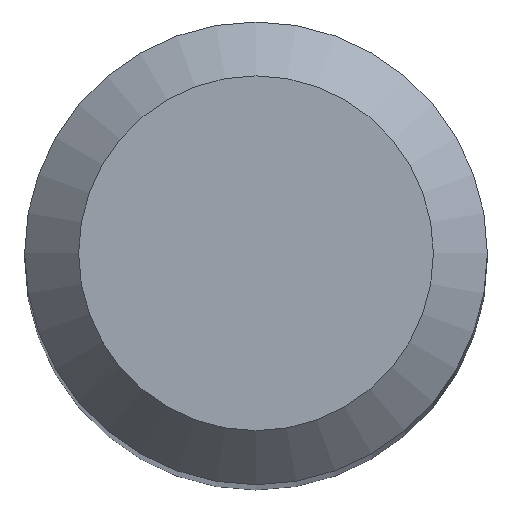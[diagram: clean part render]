
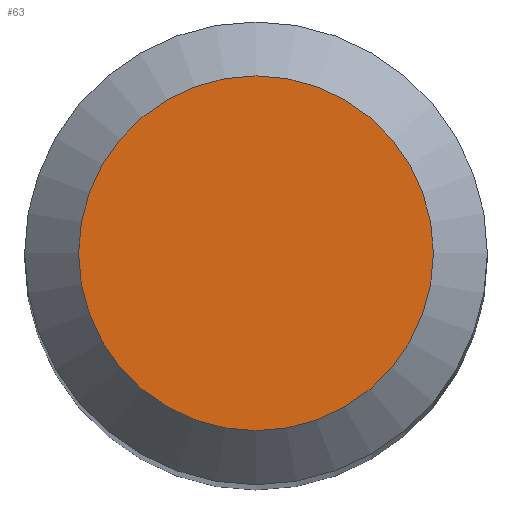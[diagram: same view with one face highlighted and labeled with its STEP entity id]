
A CAD part, top view. The second image highlights one B-rep face of the part: STEP entity #63.
In plain terms, the highlighted planar face has unit normal (0, 0, 1).
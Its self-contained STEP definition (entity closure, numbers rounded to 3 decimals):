
#6 = DIRECTION ( 'NONE',  ( 0., 1., 0. ) ) ;
#15 = DIRECTION ( 'NONE',  ( 0., 1., 0. ) ) ;
#35 = CARTESIAN_POINT ( 'NONE',  ( 0., 2.3, 62. ) ) ;
#46 = ORIENTED_EDGE ( 'NONE', *, *, #167, .F. ) ;
#63 = ADVANCED_FACE ( 'NONE', ( #192 ), #176, .F. ) ;
#71 = EDGE_LOOP ( 'NONE', ( #46 ) ) ;
#115 = DIRECTION ( 'NONE',  ( 0., 0., -1. ) ) ;
#133 = AXIS2_PLACEMENT_3D ( 'NONE', #138, #115, #15 ) ;
#137 = CIRCLE ( 'NONE', #133, 2.3 ) ;
#138 = CARTESIAN_POINT ( 'NONE',  ( 0., 0., 62. ) ) ;
#151 = DIRECTION ( 'NONE',  ( 0., 0., -1. ) ) ;
#167 = EDGE_CURVE ( 'NONE', #182, #182, #137, .T. ) ;
#171 = CARTESIAN_POINT ( 'NONE',  ( 0., 0., 62. ) ) ;
#176 = PLANE ( 'NONE',  #179 ) ;
#179 = AXIS2_PLACEMENT_3D ( 'NONE', #171, #151, #6 ) ;
#182 = VERTEX_POINT ( 'NONE', #35 ) ;
#192 = FACE_OUTER_BOUND ( 'NONE', #71, .T. ) ;
